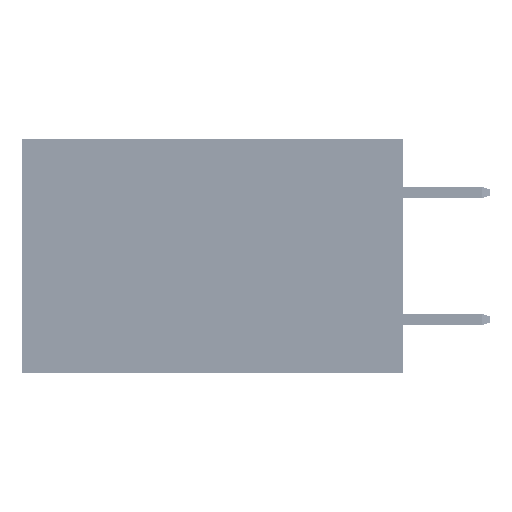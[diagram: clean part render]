
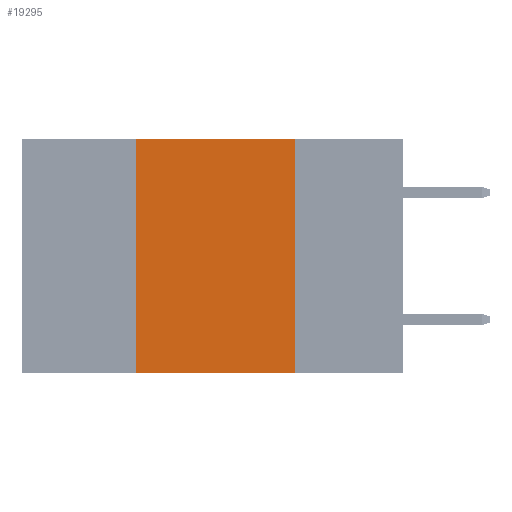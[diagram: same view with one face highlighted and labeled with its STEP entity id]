
A CAD part, left-side view. The second image highlights one B-rep face of the part: STEP entity #19295.
In plain terms, the highlighted planar face has unit normal (-1, 0, 0).
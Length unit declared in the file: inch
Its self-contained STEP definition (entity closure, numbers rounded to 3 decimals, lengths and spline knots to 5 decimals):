
#412 = VECTOR ( 'NONE', #44624, 39.37008 ) ;
#5050 = EDGE_CURVE ( 'NONE', #39087, #13577, #45135, .T. ) ;
#5716 = PLANE ( 'NONE',  #7349 ) ;
#7349 = AXIS2_PLACEMENT_3D ( 'NONE', #22033, #9677, #17316 ) ;
#8274 = CARTESIAN_POINT ( 'NONE',  ( 0., 0.17, -0.37 ) ) ;
#8969 = DIRECTION ( 'NONE',  ( 0., 0., 1. ) ) ;
#9677 = DIRECTION ( 'NONE',  ( 1., 0., 0. ) ) ;
#10253 = ORIENTED_EDGE ( 'NONE', *, *, #5050, .F. ) ;
#11109 = DIRECTION ( 'NONE',  ( 0., 0., -1. ) ) ;
#11548 = VERTEX_POINT ( 'NONE', #30283 ) ;
#13577 = VERTEX_POINT ( 'NONE', #23069 ) ;
#15905 = VERTEX_POINT ( 'NONE', #8274 ) ;
#17316 = DIRECTION ( 'NONE',  ( 0., 0., -1. ) ) ;
#17492 = EDGE_CURVE ( 'NONE', #13577, #15905, #22186, .T. ) ;
#17874 = LINE ( 'NONE', #33961, #19149 ) ;
#18161 = DIRECTION ( 'NONE',  ( 0., -1., 0. ) ) ;
#18167 = ORIENTED_EDGE ( 'NONE', *, *, #17492, .F. ) ;
#19149 = VECTOR ( 'NONE', #8969, 39.37008 ) ;
#19295 = ADVANCED_FACE ( 'NONE', ( #29964 ), #5716, .F. ) ;
#22033 = CARTESIAN_POINT ( 'NONE',  ( 0., 0.6, 0. ) ) ;
#22186 = LINE ( 'NONE', #26926, #28355 ) ;
#23069 = CARTESIAN_POINT ( 'NONE',  ( 0., 0.17, 0. ) ) ;
#26926 = CARTESIAN_POINT ( 'NONE',  ( 0., 0.17, 0. ) ) ;
#28355 = VECTOR ( 'NONE', #11109, 39.37008 ) ;
#28554 = EDGE_LOOP ( 'NONE', ( #18167, #10253, #36406, #40953 ) ) ;
#29964 = FACE_OUTER_BOUND ( 'NONE', #28554, .T. ) ;
#30283 = CARTESIAN_POINT ( 'NONE',  ( 0., 0.42, -0.37 ) ) ;
#33961 = CARTESIAN_POINT ( 'NONE',  ( 0., 0.42, 0. ) ) ;
#34360 = VECTOR ( 'NONE', #18161, 39.37008 ) ;
#36406 = ORIENTED_EDGE ( 'NONE', *, *, #39263, .F. ) ;
#38214 = CARTESIAN_POINT ( 'NONE',  ( 0., 0.6, -0.37 ) ) ;
#39087 = VERTEX_POINT ( 'NONE', #48235 ) ;
#39263 = EDGE_CURVE ( 'NONE', #11548, #39087, #17874, .T. ) ;
#40128 = EDGE_CURVE ( 'NONE', #11548, #15905, #46401, .T. ) ;
#40953 = ORIENTED_EDGE ( 'NONE', *, *, #40128, .T. ) ;
#44624 = DIRECTION ( 'NONE',  ( 0., -1., 0. ) ) ;
#45135 = LINE ( 'NONE', #49066, #412 ) ;
#46401 = LINE ( 'NONE', #38214, #34360 ) ;
#48235 = CARTESIAN_POINT ( 'NONE',  ( 0., 0.42, 0. ) ) ;
#49066 = CARTESIAN_POINT ( 'NONE',  ( 0., 0.6, 0. ) ) ;
